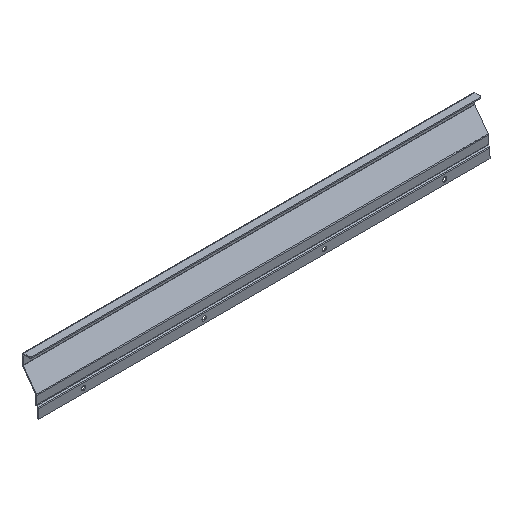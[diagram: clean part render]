
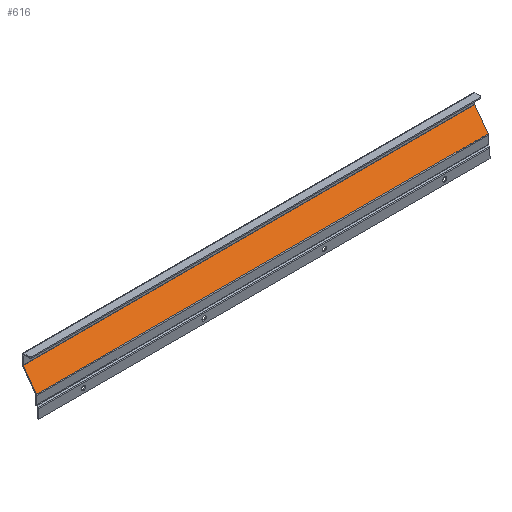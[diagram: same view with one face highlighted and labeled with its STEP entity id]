
A CAD part, isometric view. The second image highlights one B-rep face of the part: STEP entity #616.
In plain terms, the highlighted planar face has unit normal (0, -0.809, 0.588).
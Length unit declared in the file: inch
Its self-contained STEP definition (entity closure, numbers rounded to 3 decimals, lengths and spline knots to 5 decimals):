
#38=PLANE('',#682);
#66=FACE_OUTER_BOUND('',#110,.T.);
#110=EDGE_LOOP('',(#539,#540,#541,#542));
#131=LINE('',#923,#185);
#141=LINE('',#955,#195);
#163=LINE('',#1033,#217);
#166=LINE('',#1039,#220);
#185=VECTOR('',#729,1.5176);
#195=VECTOR('',#757,1.5176);
#217=VECTOR('',#843,30.);
#220=VECTOR('',#852,30.);
#280=VERTEX_POINT('',#920);
#281=VERTEX_POINT('',#922);
#293=VERTEX_POINT('',#952);
#294=VERTEX_POINT('',#954);
#341=EDGE_CURVE('',#281,#280,#131,.T.);
#357=EDGE_CURVE('',#294,#293,#141,.T.);
#395=EDGE_CURVE('',#280,#294,#163,.T.);
#398=EDGE_CURVE('',#281,#293,#166,.T.);
#539=ORIENTED_EDGE('',*,*,#395,.T.);
#540=ORIENTED_EDGE('',*,*,#357,.T.);
#541=ORIENTED_EDGE('',*,*,#398,.F.);
#542=ORIENTED_EDGE('',*,*,#341,.T.);
#616=ADVANCED_FACE('',(#66),#38,.T.);
#682=AXIS2_PLACEMENT_3D('',#1038,#850,#851);
#729=DIRECTION('',(0.,-0.588,-0.809));
#757=DIRECTION('',(0.,0.588,0.809));
#843=DIRECTION('',(1.,0.,0.));
#850=DIRECTION('center_axis',(0.,-0.809,0.588));
#851=DIRECTION('ref_axis',(1.,0.,0.));
#852=DIRECTION('',(1.,0.,0.));
#920=CARTESIAN_POINT('',(0.,-0.40949,-1.85134));
#922=CARTESIAN_POINT('',(0.,0.48253,-0.62357));
#923=CARTESIAN_POINT('',(0.,0.50263,-0.5959));
#952=CARTESIAN_POINT('',(30.,0.48253,-0.62357));
#954=CARTESIAN_POINT('',(30.,-0.40949,-1.85134));
#955=CARTESIAN_POINT('',(30.,0.50263,-0.5959));
#1033=CARTESIAN_POINT('',(15.,-0.40949,-1.85134));
#1038=CARTESIAN_POINT('Origin',(0.,-0.42959,
-1.879));
#1039=CARTESIAN_POINT('',(30.,0.48253,-0.62357));
